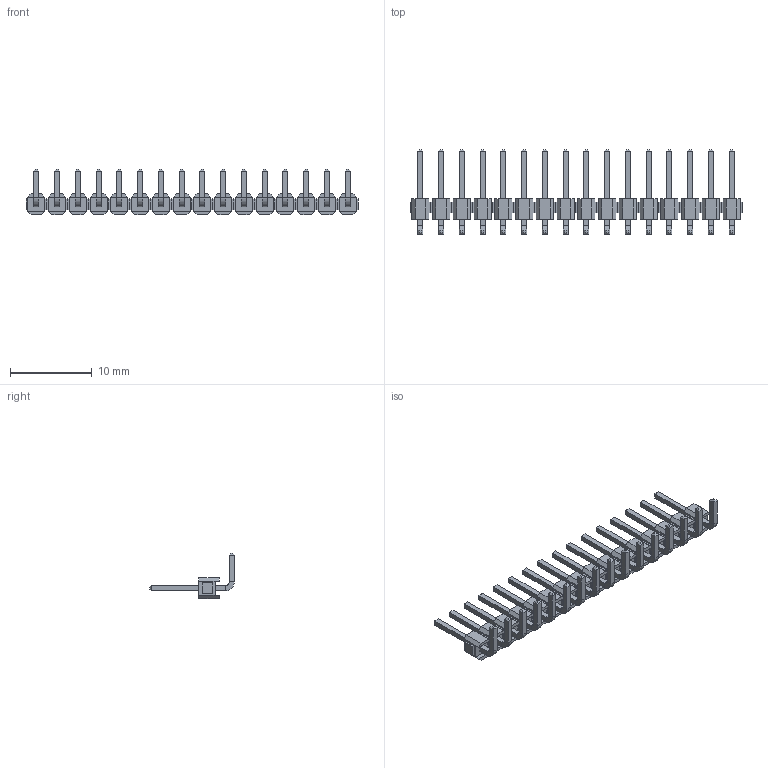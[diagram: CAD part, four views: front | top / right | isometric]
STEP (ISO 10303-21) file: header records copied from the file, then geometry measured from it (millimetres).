
FILE_DESCRIPTION (( 'STEP AP214' ), '1' );
FILE_NAME ('PLSR-16D.STEP', '2019-07-02T21:26:17', ( '' ), ( '' ), 'SwSTEP 2.0', 'SolidWorks 2018', '' );
FILE_SCHEMA (( 'AUTOMOTIVE_DESIGN' ));
Length unit declared in the file: millimetre
Products named in the file (1): PLSR-16D
Bounding box: 40.64 x 10.36 x 5.54 mm (x, y, z)
Volume: 261.6 mm3; surface area: 1021.3 mm2
Topology: 16 solids, 16 shells, 800 faces, 1792 edges, 1088 vertices
Faces by surface type: plane 768, cylinder 32
Entity records: 30349 total; most frequent: CARTESIAN_POINT 3681, ORIENTED_EDGE 3584, DIRECTION 3458, EDGE_CURVE 1792, VECTOR 1728, LINE 1728, VERTEX_POINT 1088, AXIS2_PLACEMENT_3D 865
